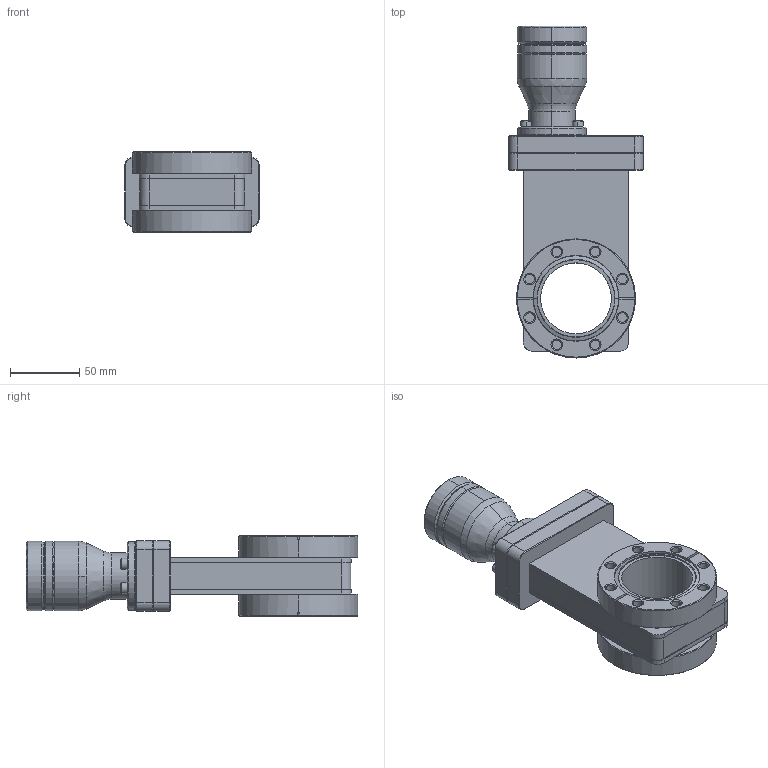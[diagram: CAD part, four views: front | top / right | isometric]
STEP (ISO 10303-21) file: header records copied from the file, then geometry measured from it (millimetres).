
FILE_DESCRIPTION (( 'STEP AP214' ), '1' );
FILE_NAME ('G2000_MANUAL_GATE_VALVE_METAL_BONNET.STEP', '2020-02-15T03:07:21', ( 'admin' ), ( 'Microsoft' ), 'SwSTEP 2.0', 'SolidWorks 2016', '' );
FILE_SCHEMA (( 'AUTOMOTIVE_DESIGN' ));
Length unit declared in the file: inch
Products named in the file (1): G2000_MANUAL_GATE_VALVE_METAL_BONNET
Bounding box: 96.82 x 239.03 x 57.78 mm (x, y, z)
Volume: 554381.1 mm3; surface area: 87045 mm2
Topology: 1 solids, 1 shells, 498 faces, 1265 edges, 825 vertices
Faces by surface type: plane 240, cylinder 134, cone 108, torus 14, bspline 2
Entity records: 21224 total; most frequent: CARTESIAN_POINT 9724, ORIENTED_EDGE 2530, DIRECTION 2093, EDGE_CURVE 1265, VERTEX_POINT 825, AXIS2_PLACEMENT_3D 721, VECTOR 651, LINE 651
